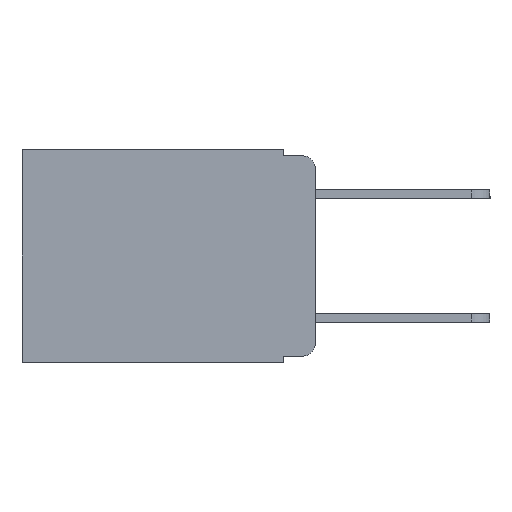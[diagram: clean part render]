
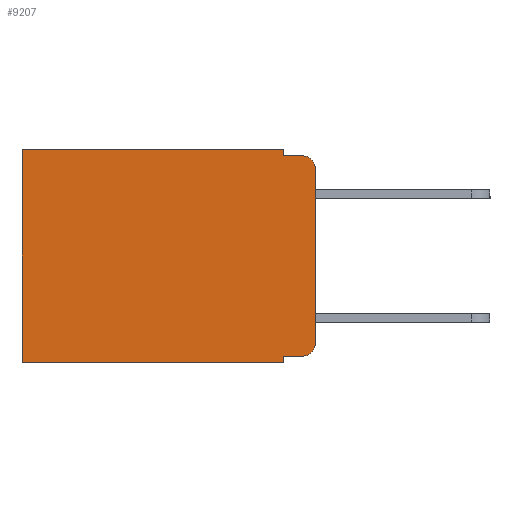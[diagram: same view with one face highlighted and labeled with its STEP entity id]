
A CAD part, left-side view. The second image highlights one B-rep face of the part: STEP entity #9207.
In plain terms, the highlighted planar face has unit normal (-1, 0, 0).
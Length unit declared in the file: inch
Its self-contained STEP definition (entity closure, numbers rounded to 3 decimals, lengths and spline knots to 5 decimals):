
#528 = CARTESIAN_POINT ( 'NONE',  ( 0.298, 0.473, 0. ) ) ;
#530 = EDGE_CURVE ( 'NONE', #16144, #1689, #12424, .T. ) ;
#825 = CARTESIAN_POINT ( 'NONE',  ( 0.298, 0.051, 0. ) ) ;
#867 = ORIENTED_EDGE ( 'NONE', *, *, #4028, .T. ) ;
#1259 = VECTOR ( 'NONE', #14003, 39.37008 ) ;
#1330 = LINE ( 'NONE', #17198, #11938 ) ;
#1412 = CARTESIAN_POINT ( 'NONE',  ( 0.298, 0.051, 0. ) ) ;
#1436 = VECTOR ( 'NONE', #11842, 39.37008 ) ;
#1477 = DIRECTION ( 'NONE',  ( 0., 1., 0. ) ) ;
#1586 = VERTEX_POINT ( 'NONE', #9232 ) ;
#1689 = VERTEX_POINT ( 'NONE', #3929 ) ;
#2106 = AXIS2_PLACEMENT_3D ( 'NONE', #14196, #6245, #15440 ) ;
#2223 = ORIENTED_EDGE ( 'NONE', *, *, #530, .F. ) ;
#2543 = VERTEX_POINT ( 'NONE', #17334 ) ;
#3303 = VERTEX_POINT ( 'NONE', #1412 ) ;
#3373 = PLANE ( 'NONE',  #2106 ) ;
#3520 = CARTESIAN_POINT ( 'NONE',  ( 0.298, 0.051, -0.333 ) ) ;
#3625 = DIRECTION ( 'NONE',  ( 0., -1., 0. ) ) ;
#3929 = CARTESIAN_POINT ( 'NONE',  ( 0.298, 0.051, -0.343 ) ) ;
#4028 = EDGE_CURVE ( 'NONE', #16801, #11607, #17242, .T. ) ;
#4123 = EDGE_CURVE ( 'NONE', #16144, #16801, #1330, .T. ) ;
#4258 = EDGE_LOOP ( 'NONE', ( #5972, #11900, #17025, #10234, #13290, #4838, #14643, #2223, #7947, #867 ) ) ;
#4523 = LINE ( 'NONE', #15205, #11373 ) ;
#4838 = ORIENTED_EDGE ( 'NONE', *, *, #6747, .T. ) ;
#4886 = VECTOR ( 'NONE', #1477, 39.37008 ) ;
#5810 = CIRCLE ( 'NONE', #6848, 0.02 ) ;
#5904 = VECTOR ( 'NONE', #16644, 39.37008 ) ;
#5972 = ORIENTED_EDGE ( 'NONE', *, *, #8584, .F. ) ;
#6114 = CARTESIAN_POINT ( 'NONE',  ( 0.298, 0.02, -0.313 ) ) ;
#6245 = DIRECTION ( 'NONE',  ( 1., 0., 0. ) ) ;
#6422 = DIRECTION ( 'NONE',  ( -1., 0., 0. ) ) ;
#6641 = EDGE_CURVE ( 'NONE', #1586, #11445, #13863, .T. ) ;
#6690 = FACE_OUTER_BOUND ( 'NONE', #4258, .T. ) ;
#6747 = EDGE_CURVE ( 'NONE', #8664, #2543, #8690, .T. ) ;
#6848 = AXIS2_PLACEMENT_3D ( 'NONE', #14350, #6422, #15606 ) ;
#7607 = CARTESIAN_POINT ( 'NONE',  ( 0.298, 0.473, 0. ) ) ;
#7621 = CARTESIAN_POINT ( 'NONE',  ( 0.298, 0., 0. ) ) ;
#7731 = CARTESIAN_POINT ( 'NONE',  ( 0.298, 0.051, 0. ) ) ;
#7947 = ORIENTED_EDGE ( 'NONE', *, *, #4123, .T. ) ;
#8584 = EDGE_CURVE ( 'NONE', #12755, #11607, #4523, .T. ) ;
#8664 = VERTEX_POINT ( 'NONE', #7607 ) ;
#8690 = LINE ( 'NONE', #528, #1259 ) ;
#8743 = EDGE_CURVE ( 'NONE', #3303, #1586, #8801, .T. ) ;
#8801 = LINE ( 'NONE', #7731, #15338 ) ;
#8872 = DIRECTION ( 'NONE',  ( 0., 0., -1. ) ) ;
#9050 = DIRECTION ( 'NONE',  ( 0., 0., -1. ) ) ;
#9207 = ADVANCED_FACE ( 'NONE', ( #6690 ), #3373, .F. ) ;
#9232 = CARTESIAN_POINT ( 'NONE',  ( 0.298, 0.051, -0.01 ) ) ;
#9262 = EDGE_CURVE ( 'NONE', #12755, #11445, #5810, .T. ) ;
#9853 = CARTESIAN_POINT ( 'NONE',  ( 0.298, 0., -0.313 ) ) ;
#10234 = ORIENTED_EDGE ( 'NONE', *, *, #8743, .F. ) ;
#10413 = EDGE_CURVE ( 'NONE', #1689, #2543, #12114, .T. ) ;
#10418 = VECTOR ( 'NONE', #3625, 39.37008 ) ;
#10750 = DIRECTION ( 'NONE',  ( 0., -1., 0. ) ) ;
#10812 = CARTESIAN_POINT ( 'NONE',  ( 0.298, 0.051, -0.01 ) ) ;
#11183 = CARTESIAN_POINT ( 'NONE',  ( 0.298, 0., -0.343 ) ) ;
#11373 = VECTOR ( 'NONE', #16456, 39.37008 ) ;
#11424 = AXIS2_PLACEMENT_3D ( 'NONE', #6114, #11735, #8872 ) ;
#11445 = VERTEX_POINT ( 'NONE', #14663 ) ;
#11607 = VERTEX_POINT ( 'NONE', #9853 ) ;
#11735 = DIRECTION ( 'NONE',  ( -1., 0., 0. ) ) ;
#11837 = LINE ( 'NONE', #7621, #5904 ) ;
#11842 = DIRECTION ( 'NONE',  ( 0., 0., -1. ) ) ;
#11900 = ORIENTED_EDGE ( 'NONE', *, *, #9262, .T. ) ;
#11938 = VECTOR ( 'NONE', #10750, 39.37008 ) ;
#12114 = LINE ( 'NONE', #11183, #4886 ) ;
#12424 = LINE ( 'NONE', #825, #1436 ) ;
#12755 = VERTEX_POINT ( 'NONE', #15865 ) ;
#13290 = ORIENTED_EDGE ( 'NONE', *, *, #16044, .T. ) ;
#13863 = LINE ( 'NONE', #10812, #10418 ) ;
#14003 = DIRECTION ( 'NONE',  ( 0., 0., -1. ) ) ;
#14196 = CARTESIAN_POINT ( 'NONE',  ( 0.298, 0., 0. ) ) ;
#14350 = CARTESIAN_POINT ( 'NONE',  ( 0.298, 0.02, -0.03 ) ) ;
#14363 = CARTESIAN_POINT ( 'NONE',  ( 0.298, 0.02, -0.333 ) ) ;
#14643 = ORIENTED_EDGE ( 'NONE', *, *, #10413, .F. ) ;
#14663 = CARTESIAN_POINT ( 'NONE',  ( 0.298, 0.02, -0.01 ) ) ;
#15205 = CARTESIAN_POINT ( 'NONE',  ( 0.298, 0., 0. ) ) ;
#15338 = VECTOR ( 'NONE', #9050, 39.37008 ) ;
#15440 = DIRECTION ( 'NONE',  ( 0., 0., -1. ) ) ;
#15606 = DIRECTION ( 'NONE',  ( 0., 0., -1. ) ) ;
#15865 = CARTESIAN_POINT ( 'NONE',  ( 0.298, 0., -0.03 ) ) ;
#16044 = EDGE_CURVE ( 'NONE', #3303, #8664, #11837, .T. ) ;
#16144 = VERTEX_POINT ( 'NONE', #3520 ) ;
#16456 = DIRECTION ( 'NONE',  ( 0., 0., -1. ) ) ;
#16644 = DIRECTION ( 'NONE',  ( 0., 1., 0. ) ) ;
#16801 = VERTEX_POINT ( 'NONE', #14363 ) ;
#17025 = ORIENTED_EDGE ( 'NONE', *, *, #6641, .F. ) ;
#17198 = CARTESIAN_POINT ( 'NONE',  ( 0.298, 0.051, -0.333 ) ) ;
#17242 = CIRCLE ( 'NONE', #11424, 0.02 ) ;
#17334 = CARTESIAN_POINT ( 'NONE',  ( 0.298, 0.473, -0.343 ) ) ;
